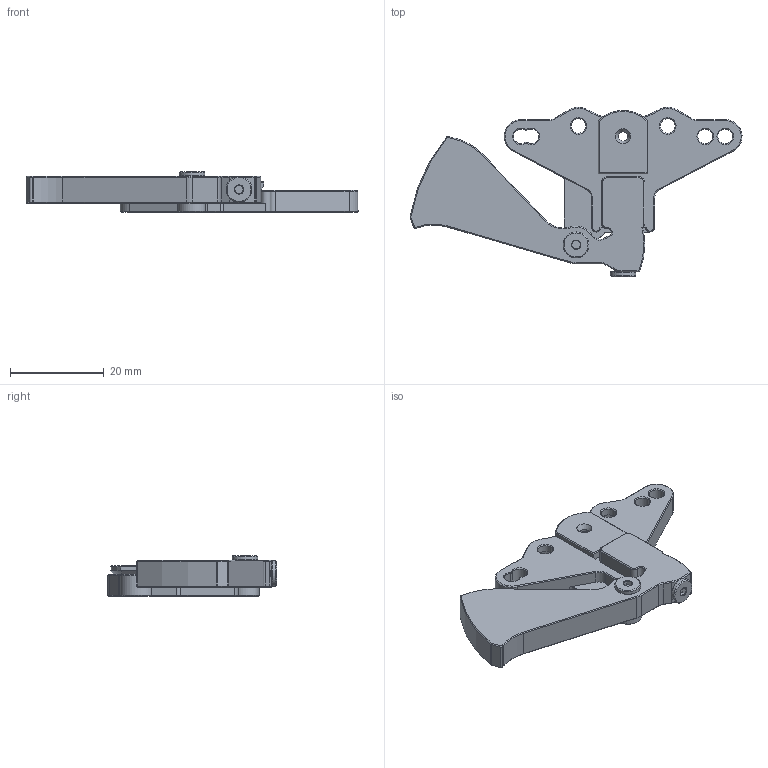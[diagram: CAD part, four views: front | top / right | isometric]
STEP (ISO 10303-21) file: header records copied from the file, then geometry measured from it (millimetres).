
FILE_DESCRIPTION(/* description */ ('STEP AP242','CAx-IF Rec.Pracs.---Representation and Presentation of Product Manufacturing Information (PMI)---4.0---2014-10-13','CAx-IF Rec.Pracs.---3D Tessellated Geometry---0.4---2014-09-14','2;1'),/* implementation_level */ '2;1');
FILE_NAME(/* name */ '689180f0ec06720e04867172',/* time_stamp */ '2025-08-05T03:56:33Z',/* author */ (''),/* organization */ (''),/* preprocessor_version */ 'ST-DEVELOPER v20',/* originating_system */ 'ONSHAPE BY PTC INC, 1.201',/* authorisation */ ' ');
FILE_SCHEMA (('AP242_MANAGED_MODEL_BASED_3D_ENGINEERING_MIM_LF { 1 0 10303 442 1 1 4 }'));
Length unit declared in the file: metre
Products named in the file (2): Cutter; Top Cap
Bounding box: 70.66 x 36.04 x 8.7 mm (x, y, z)
Volume: 7106.9 mm3; surface area: 4733.8 mm2
Topology: 2 solids, 2 shells, 259 faces, 608 edges, 357 vertices
Faces by surface type: plane 111, cone 96, cylinder 52
Full cylindrical faces by diameter (mm): 2 x2, 3.15 x4, 4 x1, 5.5 x2, 5.9 x2
Entity records: 7136 total; most frequent: DIRECTION 1273, CARTESIAN_POINT 1265, ORIENTED_EDGE 1136, EDGE_CURVE 568, AXIS2_PLACEMENT_3D 470, VERTEX_POINT 343, LINE 333, VECTOR 333
